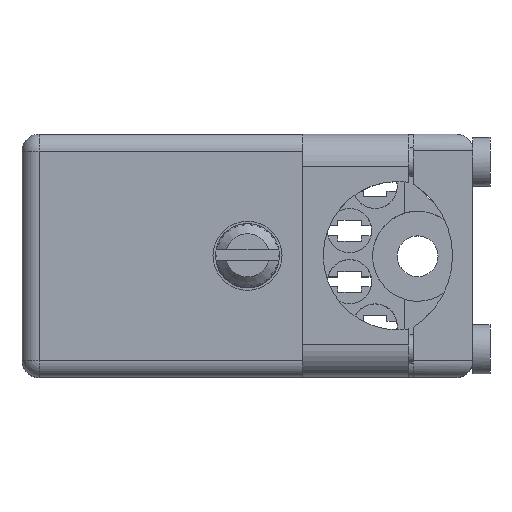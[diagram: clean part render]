
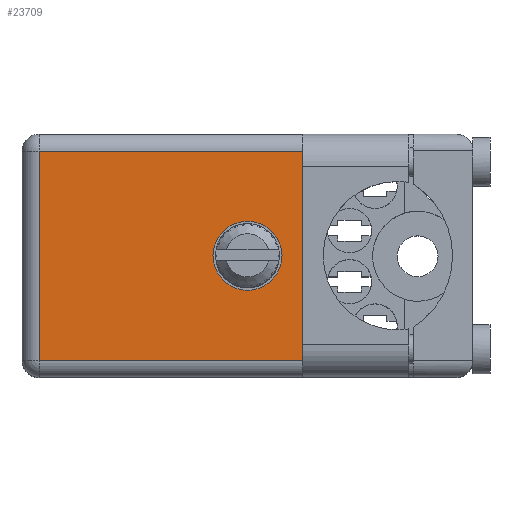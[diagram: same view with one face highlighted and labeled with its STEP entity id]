
A CAD part, top view. The second image highlights one B-rep face of the part: STEP entity #23709.
In plain terms, the highlighted face is planar.
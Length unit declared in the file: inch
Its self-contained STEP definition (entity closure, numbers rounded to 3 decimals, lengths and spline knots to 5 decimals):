
#3011 = DIRECTION ( 'NONE',  ( 1., 0., 0. ) ) ;
#3013 = ORIENTED_EDGE ( 'NONE', *, *, #48918, .F. ) ;
#8350 = ORIENTED_EDGE ( 'NONE', *, *, #63224, .T. ) ;
#8372 = DIRECTION ( 'NONE',  ( 0., 0., 1. ) ) ;
#9302 = EDGE_CURVE ( 'NONE', #132742, #134195, #64816, .T. ) ;
#10844 = CARTESIAN_POINT ( 'NONE',  ( 0.4875, 0.806, -0.3575 ) ) ;
#16899 = EDGE_CURVE ( 'NONE', #85719, #184422, #102004, .T. ) ;
#18165 = VERTEX_POINT ( 'NONE', #89062 ) ;
#23709 = ADVANCED_FACE ( 'NONE', ( #102193, #151793 ), #95591, .T. ) ;
#29378 = LINE ( 'NONE', #10844, #96984 ) ;
#32735 = CARTESIAN_POINT ( 'NONE',  ( 0., 0.806, 0. ) ) ;
#32862 = DIRECTION ( 'NONE',  ( -1., 0., 0. ) ) ;
#37293 = VECTOR ( 'NONE', #8372, 39.37008 ) ;
#38068 = AXIS2_PLACEMENT_3D ( 'NONE', #122035, #180052, #65341 ) ;
#39926 = EDGE_CURVE ( 'NONE', #18165, #119486, #68150, .T. ) ;
#41813 = DIRECTION ( 'NONE',  ( -1., 0., 0. ) ) ;
#44439 = VECTOR ( 'NONE', #41813, 39.37008 ) ;
#45496 = CARTESIAN_POINT ( 'NONE',  ( 0.4875, 0.806, -0.3075 ) ) ;
#46122 = VERTEX_POINT ( 'NONE', #85672 ) ;
#48918 = EDGE_CURVE ( 'NONE', #50421, #184422, #29378, .T. ) ;
#49062 = CARTESIAN_POINT ( 'NONE',  ( -0.6125, 0.806, -0.3575 ) ) ;
#50421 = VERTEX_POINT ( 'NONE', #87931 ) ;
#50717 = VECTOR ( 'NONE', #77936, 39.37008 ) ;
#51824 = VERTEX_POINT ( 'NONE', #70258 ) ;
#55091 = CIRCLE ( 'NONE', #77465, 0.1015 ) ;
#55945 = CARTESIAN_POINT ( 'NONE',  ( 0., 0.806, 0. ) ) ;
#56254 = VECTOR ( 'NONE', #167895, 39.37008 ) ;
#56619 = CARTESIAN_POINT ( 'NONE',  ( 0.4875, 0.806, 0.3075 ) ) ;
#62900 = DIRECTION ( 'NONE',  ( 0., 0., 1. ) ) ;
#63224 = EDGE_CURVE ( 'NONE', #50421, #51824, #161557, .T. ) ;
#64615 = CARTESIAN_POINT ( 'NONE',  ( 0.2025, 0.806, 0.245 ) ) ;
#64816 = LINE ( 'NONE', #180943, #179841 ) ;
#65341 = DIRECTION ( 'NONE',  ( -1., 0., 0. ) ) ;
#66653 = ORIENTED_EDGE ( 'NONE', *, *, #110139, .T. ) ;
#68150 = CIRCLE ( 'NONE', #74264, 0.1015 ) ;
#70258 = CARTESIAN_POINT ( 'NONE',  ( 0.2025, 0.806, 0.245 ) ) ;
#70664 = CARTESIAN_POINT ( 'NONE',  ( 0.2025, 0.806, 0.245 ) ) ;
#72049 = EDGE_CURVE ( 'NONE', #170284, #46122, #126859, .T. ) ;
#74264 = AXIS2_PLACEMENT_3D ( 'NONE', #55945, #171154, #84818 ) ;
#74992 = CARTESIAN_POINT ( 'NONE',  ( 0., 0.806, -0.1015 ) ) ;
#77465 = AXIS2_PLACEMENT_3D ( 'NONE', #32735, #134704, #62900 ) ;
#77936 = DIRECTION ( 'NONE',  ( 0., 0., 1. ) ) ;
#78958 = EDGE_CURVE ( 'NONE', #119486, #18165, #55091, .T. ) ;
#84482 = ORIENTED_EDGE ( 'NONE', *, *, #170344, .F. ) ;
#84818 = DIRECTION ( 'NONE',  ( 0., 0., 1. ) ) ;
#85672 = CARTESIAN_POINT ( 'NONE',  ( -0.6125, 0.806, -0.3075 ) ) ;
#85719 = VERTEX_POINT ( 'NONE', #145557 ) ;
#87931 = CARTESIAN_POINT ( 'NONE',  ( 0.4875, 0.806, 0.245 ) ) ;
#89062 = CARTESIAN_POINT ( 'NONE',  ( 0., 0.806, 0.1015 ) ) ;
#89536 = CARTESIAN_POINT ( 'NONE',  ( 0.4875, 0.806, -0.245 ) ) ;
#93293 = CARTESIAN_POINT ( 'NONE',  ( -0.6625, 0.806, -0.3075 ) ) ;
#95591 = PLANE ( 'NONE',  #38068 ) ;
#96984 = VECTOR ( 'NONE', #127230, 39.37008 ) ;
#97023 = EDGE_LOOP ( 'NONE', ( #152847, #124321 ) ) ;
#100243 = LINE ( 'NONE', #179687, #37293 ) ;
#102004 = LINE ( 'NONE', #145969, #171793 ) ;
#102193 = FACE_OUTER_BOUND ( 'NONE', #181188, .T. ) ;
#110139 = EDGE_CURVE ( 'NONE', #51824, #132742, #186897, .T. ) ;
#116035 = LINE ( 'NONE', #49062, #50717 ) ;
#119486 = VERTEX_POINT ( 'NONE', #74992 ) ;
#122035 = CARTESIAN_POINT ( 'NONE',  ( -0.6625, 0.806, -0.3575 ) ) ;
#124321 = ORIENTED_EDGE ( 'NONE', *, *, #78958, .F. ) ;
#126859 = LINE ( 'NONE', #93293, #160657 ) ;
#127230 = DIRECTION ( 'NONE',  ( 0., 0., 1. ) ) ;
#128153 = ORIENTED_EDGE ( 'NONE', *, *, #16899, .T. ) ;
#132742 = VERTEX_POINT ( 'NONE', #178007 ) ;
#134195 = VERTEX_POINT ( 'NONE', #89536 ) ;
#134704 = DIRECTION ( 'NONE',  ( 0., 1., 0. ) ) ;
#138674 = DIRECTION ( 'NONE',  ( 1., 0., 0. ) ) ;
#140212 = EDGE_CURVE ( 'NONE', #46122, #85719, #116035, .T. ) ;
#145557 = CARTESIAN_POINT ( 'NONE',  ( -0.6125, 0.806, 0.3075 ) ) ;
#145969 = CARTESIAN_POINT ( 'NONE',  ( 0.4875, 0.806, 0.3075 ) ) ;
#147461 = ORIENTED_EDGE ( 'NONE', *, *, #140212, .T. ) ;
#151793 = FACE_BOUND ( 'NONE', #97023, .T. ) ;
#152847 = ORIENTED_EDGE ( 'NONE', *, *, #39926, .F. ) ;
#160657 = VECTOR ( 'NONE', #32862, 39.37008 ) ;
#161557 = LINE ( 'NONE', #70664, #44439 ) ;
#164505 = ORIENTED_EDGE ( 'NONE', *, *, #9302, .T. ) ;
#165195 = ORIENTED_EDGE ( 'NONE', *, *, #72049, .T. ) ;
#167895 = DIRECTION ( 'NONE',  ( 0., 0., -1. ) ) ;
#170284 = VERTEX_POINT ( 'NONE', #45496 ) ;
#170344 = EDGE_CURVE ( 'NONE', #170284, #134195, #100243, .T. ) ;
#171154 = DIRECTION ( 'NONE',  ( 0., 1., 0. ) ) ;
#171793 = VECTOR ( 'NONE', #3011, 39.37008 ) ;
#178007 = CARTESIAN_POINT ( 'NONE',  ( 0.2025, 0.806, -0.245 ) ) ;
#179687 = CARTESIAN_POINT ( 'NONE',  ( 0.4875, 0.806, -0.3575 ) ) ;
#179841 = VECTOR ( 'NONE', #138674, 39.37008 ) ;
#180052 = DIRECTION ( 'NONE',  ( 0., 1., 0. ) ) ;
#180943 = CARTESIAN_POINT ( 'NONE',  ( 0.2025, 0.806, -0.245 ) ) ;
#181188 = EDGE_LOOP ( 'NONE', ( #147461, #128153, #3013, #8350, #66653, #164505, #84482, #165195 ) ) ;
#184422 = VERTEX_POINT ( 'NONE', #56619 ) ;
#186897 = LINE ( 'NONE', #64615, #56254 ) ;
